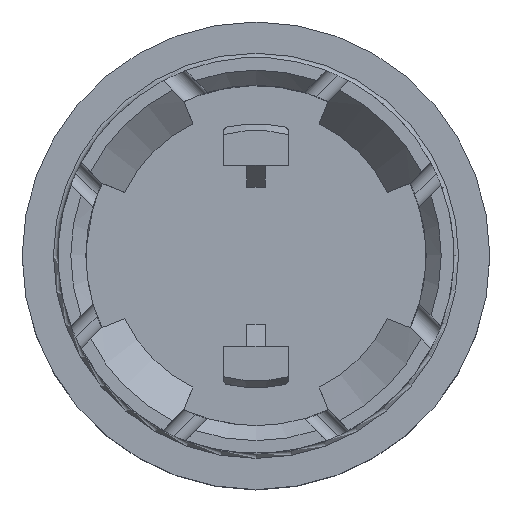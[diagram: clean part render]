
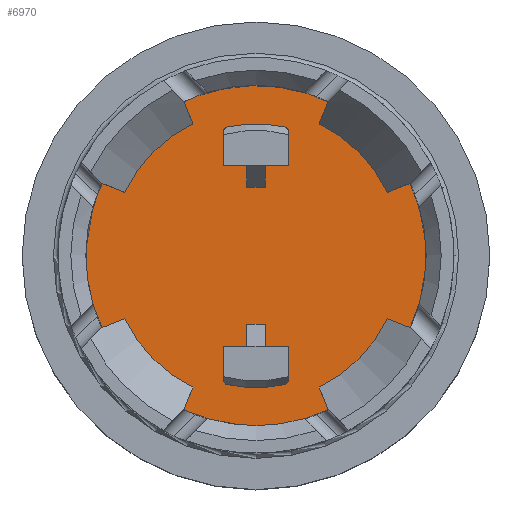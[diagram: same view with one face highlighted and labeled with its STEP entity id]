
A CAD part, top view. The second image highlights one B-rep face of the part: STEP entity #6970.
In plain terms, the highlighted planar face has unit normal (0, 0, 1).
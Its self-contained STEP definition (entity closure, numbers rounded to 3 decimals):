
#205=FACE_BOUND($,#800,.T.);
#206=FACE_BOUND($,#801,.T.);
#278=CIRCLE($,#7394,7.35);
#281=CIRCLE($,#7403,0.2);
#282=CIRCLE($,#7404,5.7);
#283=CIRCLE($,#7405,0.2);
#284=CIRCLE($,#7406,0.2);
#285=CIRCLE($,#7407,5.7);
#286=CIRCLE($,#7408,0.2);
#421=FACE_OUTER_BOUND($,#799,.T.);
#799=EDGE_LOOP($,(#5071));
#800=EDGE_LOOP($,(#5072,#5073,#5074,#5075,#5076,#5077,#5078,#5079,#5080,
#5081));
#801=EDGE_LOOP($,(#5082,#5083,#5084,#5085,#5086,#5087,#5088,#5089,#5090,
#5091));
#1243=LINE($,#10681,#2072);
#1244=LINE($,#10683,#2073);
#1245=LINE($,#10691,#2074);
#1246=LINE($,#10693,#2075);
#1247=LINE($,#10695,#2076);
#1248=LINE($,#10697,#2077);
#1249=LINE($,#10698,#2078);
#1250=LINE($,#10701,#2079);
#1251=LINE($,#10703,#2080);
#1252=LINE($,#10705,#2081);
#1253=LINE($,#10707,#2082);
#1254=LINE($,#10709,#2083);
#1255=LINE($,#10711,#2084);
#1256=LINE($,#10713,#2085);
#2072=VECTOR($,#8173,1.);
#2073=VECTOR($,#8174,1.467);
#2074=VECTOR($,#8181,1.467);
#2075=VECTOR($,#8182,1.);
#2076=VECTOR($,#8183,0.942);
#2077=VECTOR($,#8184,0.8);
#2078=VECTOR($,#8185,0.942);
#2079=VECTOR($,#8186,1.467);
#2080=VECTOR($,#8187,1.);
#2081=VECTOR($,#8188,0.953);
#2082=VECTOR($,#8189,0.8);
#2083=VECTOR($,#8190,0.953);
#2084=VECTOR($,#8191,1.);
#2085=VECTOR($,#8192,1.467);
#2960=VERTEX_POINT($,#10662);
#2963=VERTEX_POINT($,#10679);
#2964=VERTEX_POINT($,#10680);
#2965=VERTEX_POINT($,#10682);
#2966=VERTEX_POINT($,#10684);
#2967=VERTEX_POINT($,#10686);
#2968=VERTEX_POINT($,#10688);
#2969=VERTEX_POINT($,#10690);
#2970=VERTEX_POINT($,#10692);
#2971=VERTEX_POINT($,#10694);
#2972=VERTEX_POINT($,#10696);
#2973=VERTEX_POINT($,#10699);
#2974=VERTEX_POINT($,#10700);
#2975=VERTEX_POINT($,#10702);
#2976=VERTEX_POINT($,#10704);
#2977=VERTEX_POINT($,#10706);
#2978=VERTEX_POINT($,#10708);
#2979=VERTEX_POINT($,#10710);
#2980=VERTEX_POINT($,#10712);
#2981=VERTEX_POINT($,#10714);
#2982=VERTEX_POINT($,#10716);
#3747=EDGE_CURVE($,#2960,#2960,#278,.T.);
#3753=EDGE_CURVE($,#2963,#2964,#1243,.T.);
#3754=EDGE_CURVE($,#2964,#2965,#1244,.T.);
#3755=EDGE_CURVE($,#2965,#2966,#281,.T.);
#3756=EDGE_CURVE($,#2966,#2967,#282,.T.);
#3757=EDGE_CURVE($,#2967,#2968,#283,.T.);
#3758=EDGE_CURVE($,#2968,#2969,#1245,.T.);
#3759=EDGE_CURVE($,#2969,#2970,#1246,.T.);
#3760=EDGE_CURVE($,#2970,#2971,#1247,.T.);
#3761=EDGE_CURVE($,#2971,#2972,#1248,.T.);
#3762=EDGE_CURVE($,#2972,#2963,#1249,.T.);
#3763=EDGE_CURVE($,#2973,#2974,#1250,.T.);
#3764=EDGE_CURVE($,#2974,#2975,#1251,.T.);
#3765=EDGE_CURVE($,#2975,#2976,#1252,.T.);
#3766=EDGE_CURVE($,#2976,#2977,#1253,.T.);
#3767=EDGE_CURVE($,#2977,#2978,#1254,.T.);
#3768=EDGE_CURVE($,#2978,#2979,#1255,.T.);
#3769=EDGE_CURVE($,#2979,#2980,#1256,.T.);
#3770=EDGE_CURVE($,#2980,#2981,#284,.T.);
#3771=EDGE_CURVE($,#2981,#2982,#285,.T.);
#3772=EDGE_CURVE($,#2982,#2973,#286,.T.);
#5071=ORIENTED_EDGE($,*,*,#3747,.T.);
#5072=ORIENTED_EDGE($,*,*,#3753,.T.);
#5073=ORIENTED_EDGE($,*,*,#3754,.T.);
#5074=ORIENTED_EDGE($,*,*,#3755,.T.);
#5075=ORIENTED_EDGE($,*,*,#3756,.T.);
#5076=ORIENTED_EDGE($,*,*,#3757,.T.);
#5077=ORIENTED_EDGE($,*,*,#3758,.T.);
#5078=ORIENTED_EDGE($,*,*,#3759,.T.);
#5079=ORIENTED_EDGE($,*,*,#3760,.T.);
#5080=ORIENTED_EDGE($,*,*,#3761,.T.);
#5081=ORIENTED_EDGE($,*,*,#3762,.T.);
#5082=ORIENTED_EDGE($,*,*,#3763,.T.);
#5083=ORIENTED_EDGE($,*,*,#3764,.T.);
#5084=ORIENTED_EDGE($,*,*,#3765,.T.);
#5085=ORIENTED_EDGE($,*,*,#3766,.T.);
#5086=ORIENTED_EDGE($,*,*,#3767,.T.);
#5087=ORIENTED_EDGE($,*,*,#3768,.T.);
#5088=ORIENTED_EDGE($,*,*,#3769,.T.);
#5089=ORIENTED_EDGE($,*,*,#3770,.T.);
#5090=ORIENTED_EDGE($,*,*,#3771,.T.);
#5091=ORIENTED_EDGE($,*,*,#3772,.T.);
#6630=PLANE($,#7402);
#6970=ADVANCED_FACE($,(#421,#205,#206),#6630,.T.);
#7394=AXIS2_PLACEMENT_3D($,#10663,#8153,#8154);
#7402=AXIS2_PLACEMENT_3D($,#10678,#8171,#8172);
#7403=AXIS2_PLACEMENT_3D($,#10685,#8175,#8176);
#7404=AXIS2_PLACEMENT_3D($,#10687,#8177,#8178);
#7405=AXIS2_PLACEMENT_3D($,#10689,#8179,#8180);
#7406=AXIS2_PLACEMENT_3D($,#10715,#8193,#8194);
#7407=AXIS2_PLACEMENT_3D($,#10717,#8195,#8196);
#7408=AXIS2_PLACEMENT_3D($,#10718,#8197,#8198);
#8153=DIRECTION('center_axis',(0.,0.,1.));
#8154=DIRECTION('ref_axis',(0.419,-0.908,0.));
#8171=DIRECTION('center_axis',(0.,0.,1.));
#8172=DIRECTION('ref_axis',(0.,1.,0.));
#8173=DIRECTION($,(-1.,0.,0.));
#8174=DIRECTION($,(0.,1.,0.));
#8175=DIRECTION('center_axis',(0.,0.,-1.));
#8176=DIRECTION('ref_axis',(0.,1.,0.));
#8177=DIRECTION('center_axis',(0.,0.,-1.));
#8178=DIRECTION('ref_axis',(0.,1.,0.));
#8179=DIRECTION('center_axis',(0.,0.,-1.));
#8180=DIRECTION('ref_axis',(0.,1.,0.));
#8181=DIRECTION($,(0.,-1.,0.));
#8182=DIRECTION($,(-1.,0.,0.));
#8183=DIRECTION($,(0.,-1.,0.));
#8184=DIRECTION($,(-1.,0.,0.));
#8185=DIRECTION($,(0.,1.,0.));
#8186=DIRECTION($,(0.,1.,0.));
#8187=DIRECTION($,(1.,0.,0.));
#8188=DIRECTION($,(0.,1.,0.));
#8189=DIRECTION($,(1.,0.,0.));
#8190=DIRECTION($,(0.,-1.,0.));
#8191=DIRECTION($,(1.,0.,0.));
#8192=DIRECTION($,(0.,-1.,0.));
#8193=DIRECTION('center_axis',(0.,0.,-1.));
#8194=DIRECTION('ref_axis',(0.,1.,0.));
#8195=DIRECTION('center_axis',(0.,0.,-1.));
#8196=DIRECTION('ref_axis',(0.,1.,0.));
#8197=DIRECTION('center_axis',(0.,0.,-1.));
#8198=DIRECTION('ref_axis',(0.,1.,0.));
#10662=CARTESIAN_POINT('',(-2.414,6.376,1.));
#10663=CARTESIAN_POINT('Origin',(-9.088,3.296,1.));
#10678=CARTESIAN_POINT('Origin',(-1.003,-4.779,1.));
#10679=CARTESIAN_POINT('',(-9.488,7.196,1.));
#10680=CARTESIAN_POINT('',(-10.488,7.196,1.));
#10681=CARTESIAN_POINT($,(-3.808,7.196,1.));
#10682=CARTESIAN_POINT('',(-10.488,8.664,1.));
#10683=CARTESIAN_POINT($,(-10.488,1.979,1.));
#10684=CARTESIAN_POINT('',(-10.332,8.859,1.));
#10685=CARTESIAN_POINT('Origin',(-10.288,8.664,1.));
#10686=CARTESIAN_POINT('',(-7.844,8.859,1.));
#10687=CARTESIAN_POINT('Origin',(-9.088,3.296,1.));
#10688=CARTESIAN_POINT('',(-7.688,8.664,1.));
#10689=CARTESIAN_POINT('Origin',(-7.888,8.664,1.));
#10690=CARTESIAN_POINT('',(-7.688,7.196,1.));
#10691=CARTESIAN_POINT($,(-7.688,1.172,1.));
#10692=CARTESIAN_POINT('',(-8.688,7.196,1.));
#10693=CARTESIAN_POINT($,(-3.808,7.196,1.));
#10694=CARTESIAN_POINT('',(-8.688,6.255,1.));
#10695=CARTESIAN_POINT($,(-8.688,1.249,1.));
#10696=CARTESIAN_POINT('',(-9.488,6.255,1.));
#10697=CARTESIAN_POINT($,(-5.266,6.255,1.));
#10698=CARTESIAN_POINT($,(-9.488,1.249,1.));
#10699=CARTESIAN_POINT('',(-10.488,-2.071,1.));
#10700=CARTESIAN_POINT('',(-10.488,-0.604,1.));
#10701=CARTESIAN_POINT($,(-10.488,-2.655,1.));
#10702=CARTESIAN_POINT('',(-9.488,-0.604,1.));
#10703=CARTESIAN_POINT($,(-6.217,-0.604,1.));
#10704=CARTESIAN_POINT('',(-9.488,0.35,1.));
#10705=CARTESIAN_POINT($,(-9.488,-0.741,1.));
#10706=CARTESIAN_POINT('',(-8.688,0.35,1.));
#10707=CARTESIAN_POINT($,(-5.266,0.35,1.));
#10708=CARTESIAN_POINT('',(-8.688,-0.604,1.));
#10709=CARTESIAN_POINT($,(-8.688,-0.741,1.));
#10710=CARTESIAN_POINT('',(-7.688,-0.604,1.));
#10711=CARTESIAN_POINT($,(-4.892,-0.604,1.));
#10712=CARTESIAN_POINT('',(-7.688,-2.071,1.));
#10713=CARTESIAN_POINT($,(-7.688,-3.462,1.));
#10714=CARTESIAN_POINT('',(-7.844,-2.266,1.));
#10715=CARTESIAN_POINT('Origin',(-7.888,-2.071,1.));
#10716=CARTESIAN_POINT('',(-10.332,-2.266,1.));
#10717=CARTESIAN_POINT('Origin',(-9.088,3.296,1.));
#10718=CARTESIAN_POINT('Origin',(-10.288,-2.071,1.));
